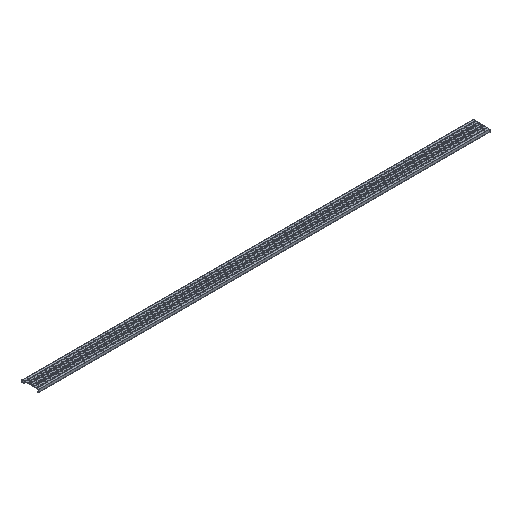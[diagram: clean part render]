
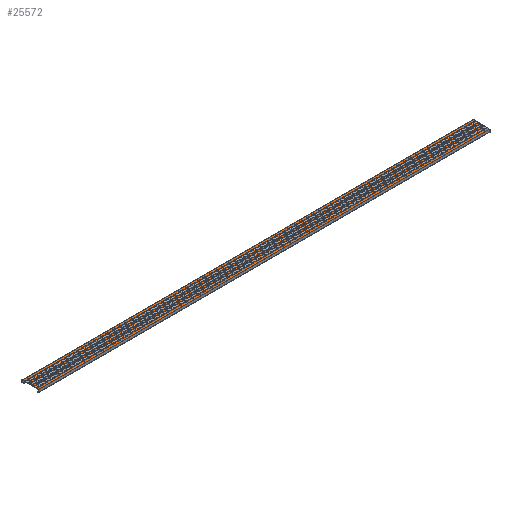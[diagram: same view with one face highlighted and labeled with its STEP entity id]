
A CAD part, isometric view. The second image highlights one B-rep face of the part: STEP entity #25572.
In plain terms, the highlighted planar face has unit normal (0, 0, 1).
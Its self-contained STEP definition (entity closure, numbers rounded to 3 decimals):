
#1890=FACE_OUTER_BOUND('',#3020,.T.);
#3020=EDGE_LOOP('',(#22193,#22194,#22195,#22196));
#7121=LINE('',#47251,#9389);
#7135=LINE('',#47277,#9403);
#7146=LINE('',#47299,#9414);
#7148=LINE('',#47303,#9416);
#9389=VECTOR('',#37508,1.);
#9403=VECTOR('',#37528,1.);
#9414=VECTOR('',#37549,1.);
#9416=VECTOR('',#37555,1.);
#13144=VERTEX_POINT('',#47248);
#13145=VERTEX_POINT('',#47250);
#13154=VERTEX_POINT('',#47275);
#13160=VERTEX_POINT('',#47297);
#17633=EDGE_CURVE('',#13144,#13145,#7121,.T.);
#17647=EDGE_CURVE('',#13144,#13154,#7135,.T.);
#17658=EDGE_CURVE('',#13154,#13160,#7146,.T.);
#17660=EDGE_CURVE('',#13145,#13160,#7148,.T.);
#22193=ORIENTED_EDGE('',*,*,#17647,.T.);
#22194=ORIENTED_EDGE('',*,*,#17658,.T.);
#22195=ORIENTED_EDGE('',*,*,#17660,.F.);
#22196=ORIENTED_EDGE('',*,*,#17633,.F.);
#24442=PLANE('',#30423);
#25572=ADVANCED_FACE('',(#1890),#24442,.T.);
#30423=AXIS2_PLACEMENT_3D('',#47304,#37556,#37557);
#37508=DIRECTION('',(1.,0.,0.));
#37528=DIRECTION('',(0.,-1.,0.));
#37549=DIRECTION('',(1.,0.,0.));
#37555=DIRECTION('',(0.,-1.,0.));
#37556=DIRECTION('center_axis',(0.,0.,1.));
#37557=DIRECTION('ref_axis',(0.,-1.,0.));
#47248=CARTESIAN_POINT('',(58.708,109.685,12.519));
#47250=CARTESIAN_POINT('',(2068.708,109.685,12.519));
#47251=CARTESIAN_POINT('',(58.708,109.685,12.519));
#47275=CARTESIAN_POINT('',(58.708,34.685,12.519));
#47277=CARTESIAN_POINT('',(58.708,94.685,12.519));
#47297=CARTESIAN_POINT('',(2068.708,34.685,12.519));
#47299=CARTESIAN_POINT('',(58.708,34.685,12.519));
#47303=CARTESIAN_POINT('',(2068.708,69.685,12.519));
#47304=CARTESIAN_POINT('Origin',(58.708,55.685,12.519));
